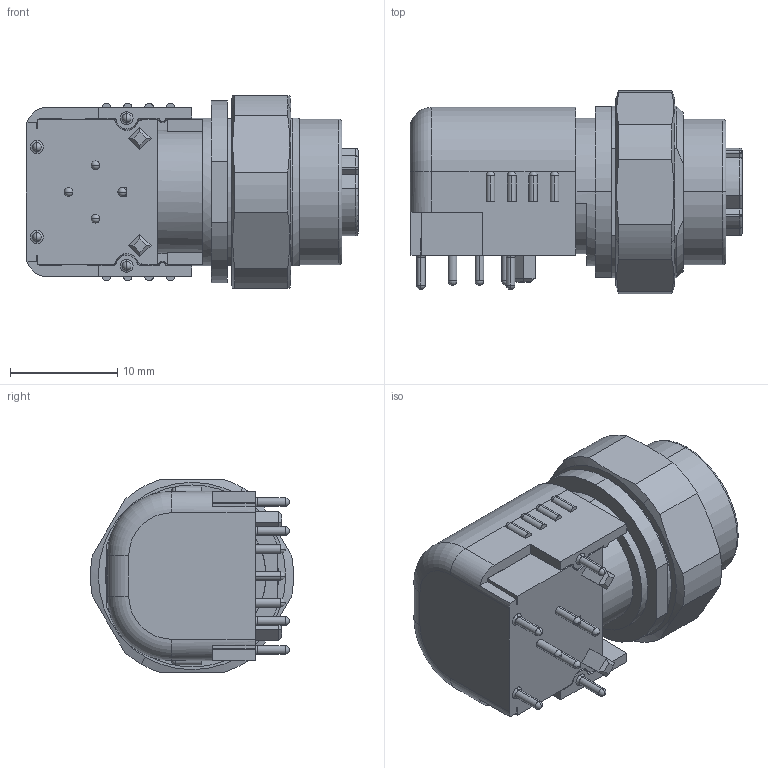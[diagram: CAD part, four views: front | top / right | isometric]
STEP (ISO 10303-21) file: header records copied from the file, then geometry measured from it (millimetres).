
FILE_DESCRIPTION (( 'STEP AP203' ), '1' );
FILE_NAME ('P218.STEP', '2020-03-31T09:06:21', ( 'edpusr' ), ( 'Microsoft' ), 'SwSTEP 2.0', 'SolidWorks 2015', '' );
FILE_SCHEMA (( 'CONFIG_CONTROL_DESIGN' ));
Length unit declared in the file: millimetre
Products named in the file (1): P218
Bounding box: 31 x 18.96 x 18 mm (x, y, z)
Volume: 5415.6 mm3; surface area: 4107.1 mm2
Topology: 1 solids, 6 shells, 504 faces, 1399 edges, 875 vertices
Faces by surface type: plane 214, cylinder 157, cone 49, sphere 36, bspline 30, torus 18
Entity records: 17790 total; most frequent: CARTESIAN_POINT 5309, ORIENTED_EDGE 2706, DIRECTION 2508, EDGE_CURVE 1353, AXIS2_PLACEMENT_3D 912, VERTEX_POINT 863, VECTOR 684, LINE 684
